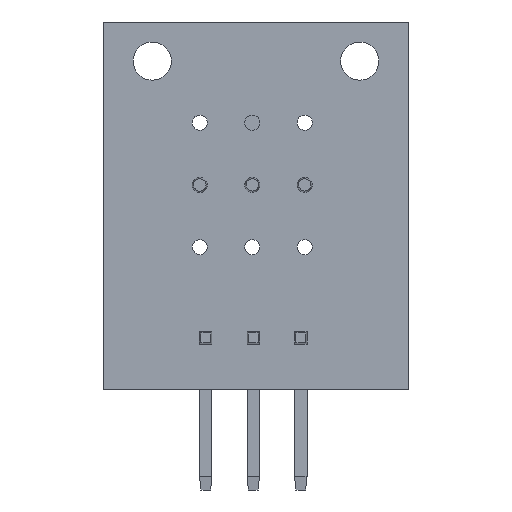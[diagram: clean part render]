
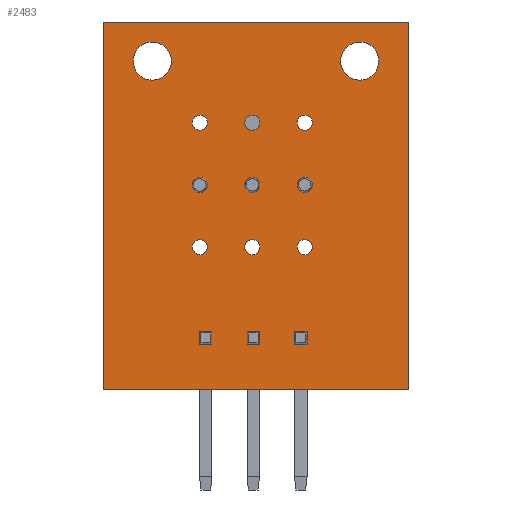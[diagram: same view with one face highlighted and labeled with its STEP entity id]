
A CAD part, front view. The second image highlights one B-rep face of the part: STEP entity #2483.
In plain terms, the highlighted planar face has unit normal (0, -1, 0).
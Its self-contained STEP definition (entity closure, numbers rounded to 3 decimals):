
#49=FACE_BOUND('',#264,.T.);
#50=FACE_BOUND('',#265,.T.);
#51=FACE_BOUND('',#266,.T.);
#52=FACE_BOUND('',#267,.T.);
#53=FACE_BOUND('',#268,.T.);
#54=FACE_BOUND('',#269,.T.);
#55=FACE_BOUND('',#270,.T.);
#56=FACE_BOUND('',#271,.T.);
#57=FACE_BOUND('',#272,.T.);
#58=FACE_BOUND('',#273,.T.);
#59=FACE_BOUND('',#274,.T.);
#60=FACE_BOUND('',#275,.T.);
#61=FACE_BOUND('',#276,.T.);
#62=FACE_BOUND('',#277,.T.);
#77=CIRCLE('',#2649,0.385);
#78=CIRCLE('',#2650,0.385);
#79=CIRCLE('',#2651,0.388);
#80=CIRCLE('',#2652,0.385);
#81=CIRCLE('',#2653,0.385);
#82=CIRCLE('',#2654,0.385);
#83=CIRCLE('',#2655,0.385);
#84=CIRCLE('',#2656,0.385);
#85=CIRCLE('',#2657,0.385);
#86=CIRCLE('',#2658,0.975);
#87=CIRCLE('',#2659,0.975);
#107=FACE_OUTER_BOUND('',#263,.T.);
#263=EDGE_LOOP('',(#1723,#1724,#1725,#1726));
#264=EDGE_LOOP('',(#1727));
#265=EDGE_LOOP('',(#1728));
#266=EDGE_LOOP('',(#1729));
#267=EDGE_LOOP('',(#1730,#1731,#1732,#1733));
#268=EDGE_LOOP('',(#1734,#1735,#1736,#1737));
#269=EDGE_LOOP('',(#1738,#1739,#1740,#1741));
#270=EDGE_LOOP('',(#1742));
#271=EDGE_LOOP('',(#1743));
#272=EDGE_LOOP('',(#1744));
#273=EDGE_LOOP('',(#1745));
#274=EDGE_LOOP('',(#1746));
#275=EDGE_LOOP('',(#1747));
#276=EDGE_LOOP('',(#1748));
#277=EDGE_LOOP('',(#1749));
#473=LINE('',#3615,#796);
#476=LINE('',#3620,#799);
#478=LINE('',#3624,#801);
#480=LINE('',#3627,#803);
#481=LINE('',#3637,#804);
#482=LINE('',#3639,#805);
#483=LINE('',#3641,#806);
#484=LINE('',#3642,#807);
#485=LINE('',#3645,#808);
#486=LINE('',#3647,#809);
#487=LINE('',#3649,#810);
#488=LINE('',#3650,#811);
#489=LINE('',#3653,#812);
#490=LINE('',#3655,#813);
#491=LINE('',#3657,#814);
#492=LINE('',#3658,#815);
#796=VECTOR('',#2891,18.8);
#799=VECTOR('',#2896,15.61);
#801=VECTOR('',#2900,18.8);
#803=VECTOR('',#2904,15.61);
#804=VECTOR('',#2913,0.64);
#805=VECTOR('',#2914,0.64);
#806=VECTOR('',#2915,0.64);
#807=VECTOR('',#2916,0.64);
#808=VECTOR('',#2917,0.64);
#809=VECTOR('',#2918,0.64);
#810=VECTOR('',#2919,0.64);
#811=VECTOR('',#2920,0.64);
#812=VECTOR('',#2921,0.64);
#813=VECTOR('',#2922,0.64);
#814=VECTOR('',#2923,0.64);
#815=VECTOR('',#2924,0.64);
#1127=VERTEX_POINT('',#3613);
#1128=VERTEX_POINT('',#3614);
#1129=VERTEX_POINT('',#3619);
#1130=VERTEX_POINT('',#3623);
#1131=VERTEX_POINT('',#3629);
#1132=VERTEX_POINT('',#3631);
#1133=VERTEX_POINT('',#3633);
#1134=VERTEX_POINT('',#3635);
#1135=VERTEX_POINT('',#3636);
#1136=VERTEX_POINT('',#3638);
#1137=VERTEX_POINT('',#3640);
#1138=VERTEX_POINT('',#3643);
#1139=VERTEX_POINT('',#3644);
#1140=VERTEX_POINT('',#3646);
#1141=VERTEX_POINT('',#3648);
#1142=VERTEX_POINT('',#3651);
#1143=VERTEX_POINT('',#3652);
#1144=VERTEX_POINT('',#3654);
#1145=VERTEX_POINT('',#3656);
#1146=VERTEX_POINT('',#3659);
#1147=VERTEX_POINT('',#3661);
#1148=VERTEX_POINT('',#3663);
#1149=VERTEX_POINT('',#3665);
#1150=VERTEX_POINT('',#3667);
#1151=VERTEX_POINT('',#3669);
#1152=VERTEX_POINT('',#3671);
#1153=VERTEX_POINT('',#3673);
#1354=EDGE_CURVE('',#1127,#1128,#473,.T.);
#1357=EDGE_CURVE('',#1127,#1129,#476,.T.);
#1359=EDGE_CURVE('',#1129,#1130,#478,.T.);
#1361=EDGE_CURVE('',#1128,#1130,#480,.T.);
#1362=EDGE_CURVE('',#1131,#1131,#77,.T.);
#1363=EDGE_CURVE('',#1132,#1132,#78,.T.);
#1364=EDGE_CURVE('',#1133,#1133,#79,.T.);
#1365=EDGE_CURVE('',#1134,#1135,#481,.T.);
#1366=EDGE_CURVE('',#1136,#1134,#482,.T.);
#1367=EDGE_CURVE('',#1137,#1136,#483,.T.);
#1368=EDGE_CURVE('',#1135,#1137,#484,.T.);
#1369=EDGE_CURVE('',#1138,#1139,#485,.T.);
#1370=EDGE_CURVE('',#1140,#1138,#486,.T.);
#1371=EDGE_CURVE('',#1141,#1140,#487,.T.);
#1372=EDGE_CURVE('',#1139,#1141,#488,.T.);
#1373=EDGE_CURVE('',#1142,#1143,#489,.T.);
#1374=EDGE_CURVE('',#1144,#1142,#490,.T.);
#1375=EDGE_CURVE('',#1145,#1144,#491,.T.);
#1376=EDGE_CURVE('',#1143,#1145,#492,.T.);
#1377=EDGE_CURVE('',#1146,#1146,#80,.T.);
#1378=EDGE_CURVE('',#1147,#1147,#81,.T.);
#1379=EDGE_CURVE('',#1148,#1148,#82,.T.);
#1380=EDGE_CURVE('',#1149,#1149,#83,.T.);
#1381=EDGE_CURVE('',#1150,#1150,#84,.T.);
#1382=EDGE_CURVE('',#1151,#1151,#85,.T.);
#1383=EDGE_CURVE('',#1152,#1152,#86,.T.);
#1384=EDGE_CURVE('',#1153,#1153,#87,.T.);
#1723=ORIENTED_EDGE('',*,*,#1354,.T.);
#1724=ORIENTED_EDGE('',*,*,#1361,.T.);
#1725=ORIENTED_EDGE('',*,*,#1359,.F.);
#1726=ORIENTED_EDGE('',*,*,#1357,.F.);
#1727=ORIENTED_EDGE('',*,*,#1362,.F.);
#1728=ORIENTED_EDGE('',*,*,#1363,.F.);
#1729=ORIENTED_EDGE('',*,*,#1364,.F.);
#1730=ORIENTED_EDGE('',*,*,#1365,.F.);
#1731=ORIENTED_EDGE('',*,*,#1366,.F.);
#1732=ORIENTED_EDGE('',*,*,#1367,.F.);
#1733=ORIENTED_EDGE('',*,*,#1368,.F.);
#1734=ORIENTED_EDGE('',*,*,#1369,.F.);
#1735=ORIENTED_EDGE('',*,*,#1370,.F.);
#1736=ORIENTED_EDGE('',*,*,#1371,.F.);
#1737=ORIENTED_EDGE('',*,*,#1372,.F.);
#1738=ORIENTED_EDGE('',*,*,#1373,.F.);
#1739=ORIENTED_EDGE('',*,*,#1374,.F.);
#1740=ORIENTED_EDGE('',*,*,#1375,.F.);
#1741=ORIENTED_EDGE('',*,*,#1376,.F.);
#1742=ORIENTED_EDGE('',*,*,#1377,.T.);
#1743=ORIENTED_EDGE('',*,*,#1378,.T.);
#1744=ORIENTED_EDGE('',*,*,#1379,.T.);
#1745=ORIENTED_EDGE('',*,*,#1380,.T.);
#1746=ORIENTED_EDGE('',*,*,#1381,.T.);
#1747=ORIENTED_EDGE('',*,*,#1382,.T.);
#1748=ORIENTED_EDGE('',*,*,#1383,.T.);
#1749=ORIENTED_EDGE('',*,*,#1384,.T.);
#2357=PLANE('',#2648);
#2483=ADVANCED_FACE('',(#107,#49,#50,#51,#52,#53,#54,#55,#56,#57,#58,#59,
#60,#61,#62),#2357,.T.);
#2648=AXIS2_PLACEMENT_3D('',#3628,#2905,#2906);
#2649=AXIS2_PLACEMENT_3D('',#3630,#2907,#2908);
#2650=AXIS2_PLACEMENT_3D('',#3632,#2909,#2910);
#2651=AXIS2_PLACEMENT_3D('',#3634,#2911,#2912);
#2652=AXIS2_PLACEMENT_3D('',#3660,#2925,#2926);
#2653=AXIS2_PLACEMENT_3D('',#3662,#2927,#2928);
#2654=AXIS2_PLACEMENT_3D('',#3664,#2929,#2930);
#2655=AXIS2_PLACEMENT_3D('',#3666,#2931,#2932);
#2656=AXIS2_PLACEMENT_3D('',#3668,#2933,#2934);
#2657=AXIS2_PLACEMENT_3D('',#3670,#2935,#2936);
#2658=AXIS2_PLACEMENT_3D('',#3672,#2937,#2938);
#2659=AXIS2_PLACEMENT_3D('',#3674,#2939,#2940);
#2891=DIRECTION('',(0.,0.,-1.));
#2896=DIRECTION('',(1.,0.,0.));
#2900=DIRECTION('',(0.,0.,-1.));
#2904=DIRECTION('',(1.,0.,0.));
#2905=DIRECTION('center_axis',(0.,-1.,0.));
#2906=DIRECTION('ref_axis',(0.,0.,-1.));
#2907=DIRECTION('center_axis',(0.,-1.,0.));
#2908=DIRECTION('ref_axis',(0.,0.,-1.));
#2909=DIRECTION('center_axis',(0.,-1.,0.));
#2910=DIRECTION('ref_axis',(0.,0.,-1.));
#2911=DIRECTION('center_axis',(0.,-1.,0.));
#2912=DIRECTION('ref_axis',(0.,0.,-1.));
#2913=DIRECTION('',(0.,0.,1.));
#2914=DIRECTION('',(1.,0.,0.));
#2915=DIRECTION('',(0.,0.,-1.));
#2916=DIRECTION('',(-1.,0.,0.));
#2917=DIRECTION('',(0.,0.,1.));
#2918=DIRECTION('',(1.,0.,0.));
#2919=DIRECTION('',(0.,0.,-1.));
#2920=DIRECTION('',(-1.,0.,0.));
#2921=DIRECTION('',(0.,0.,1.));
#2922=DIRECTION('',(1.,0.,0.));
#2923=DIRECTION('',(0.,0.,-1.));
#2924=DIRECTION('',(-1.,0.,0.));
#2925=DIRECTION('center_axis',(0.,1.,0.));
#2926=DIRECTION('ref_axis',(0.,0.,-1.));
#2927=DIRECTION('center_axis',(0.,1.,0.));
#2928=DIRECTION('ref_axis',(0.,0.,-1.));
#2929=DIRECTION('center_axis',(0.,1.,0.));
#2930=DIRECTION('ref_axis',(0.,0.,-1.));
#2931=DIRECTION('center_axis',(0.,1.,0.));
#2932=DIRECTION('ref_axis',(0.,0.,-1.));
#2933=DIRECTION('center_axis',(0.,1.,0.));
#2934=DIRECTION('ref_axis',(0.,0.,-1.));
#2935=DIRECTION('center_axis',(0.,1.,0.));
#2936=DIRECTION('ref_axis',(0.,0.,-1.));
#2937=DIRECTION('center_axis',(0.,1.,0.));
#2938=DIRECTION('ref_axis',(0.,0.,-1.));
#2939=DIRECTION('center_axis',(0.,1.,0.));
#2940=DIRECTION('ref_axis',(0.,0.,-1.));
#3613=CARTESIAN_POINT('',(0.,0.,0.));
#3614=CARTESIAN_POINT('',(0.,0.,-18.8));
#3615=CARTESIAN_POINT('',(0.,0.,0.));
#3619=CARTESIAN_POINT('',(15.61,0.,0.));
#3620=CARTESIAN_POINT('',(0.,0.,0.));
#3623=CARTESIAN_POINT('',(15.61,0.,-18.8));
#3624=CARTESIAN_POINT('',(15.61,0.,0.));
#3627=CARTESIAN_POINT('',(0.,0.,-18.8));
#3628=CARTESIAN_POINT('Origin',(0.,0.,0.));
#3629=CARTESIAN_POINT('',(10.298,0.,-8.715));
#3630=CARTESIAN_POINT('Origin',(10.298,0.,-8.33));
#3631=CARTESIAN_POINT('',(7.615,0.,-8.715));
#3632=CARTESIAN_POINT('Origin',(7.615,0.,-8.33));
#3633=CARTESIAN_POINT('',(4.932,0.,-8.718));
#3634=CARTESIAN_POINT('Origin',(4.932,0.,-8.33));
#3635=CARTESIAN_POINT('',(10.415,0.,-16.47));
#3636=CARTESIAN_POINT('',(10.415,0.,-15.83));
#3637=CARTESIAN_POINT('',(10.415,0.,-16.47));
#3638=CARTESIAN_POINT('',(9.775,0.,-16.47));
#3639=CARTESIAN_POINT('',(9.775,0.,-16.47));
#3640=CARTESIAN_POINT('',(9.775,0.,-15.83));
#3641=CARTESIAN_POINT('',(9.775,0.,-15.83));
#3642=CARTESIAN_POINT('',(10.415,0.,-15.83));
#3643=CARTESIAN_POINT('',(7.985,0.,-16.47));
#3644=CARTESIAN_POINT('',(7.985,0.,-15.83));
#3645=CARTESIAN_POINT('',(7.985,0.,-16.47));
#3646=CARTESIAN_POINT('',(7.345,0.,-16.47));
#3647=CARTESIAN_POINT('',(7.345,0.,-16.47));
#3648=CARTESIAN_POINT('',(7.345,0.,-15.83));
#3649=CARTESIAN_POINT('',(7.345,0.,-15.83));
#3650=CARTESIAN_POINT('',(7.985,0.,-15.83));
#3651=CARTESIAN_POINT('',(5.555,0.,-16.47));
#3652=CARTESIAN_POINT('',(5.555,0.,-15.83));
#3653=CARTESIAN_POINT('',(5.555,0.,-16.47));
#3654=CARTESIAN_POINT('',(4.915,0.,-16.47));
#3655=CARTESIAN_POINT('',(4.915,0.,-16.47));
#3656=CARTESIAN_POINT('',(4.915,0.,-15.83));
#3657=CARTESIAN_POINT('',(4.915,0.,-15.83));
#3658=CARTESIAN_POINT('',(5.555,0.,-15.83));
#3659=CARTESIAN_POINT('',(7.615,0.,-5.535));
#3660=CARTESIAN_POINT('Origin',(7.615,0.,-5.15));
#3661=CARTESIAN_POINT('',(10.298,0.,-5.535));
#3662=CARTESIAN_POINT('Origin',(10.298,0.,-5.15));
#3663=CARTESIAN_POINT('',(4.932,0.,-11.895));
#3664=CARTESIAN_POINT('Origin',(4.932,0.,-11.51));
#3665=CARTESIAN_POINT('',(7.615,0.,-11.895));
#3666=CARTESIAN_POINT('Origin',(7.615,0.,-11.51));
#3667=CARTESIAN_POINT('',(10.298,0.,-11.895));
#3668=CARTESIAN_POINT('Origin',(10.298,0.,-11.51));
#3669=CARTESIAN_POINT('',(4.932,0.,-5.535));
#3670=CARTESIAN_POINT('Origin',(4.932,0.,-5.15));
#3671=CARTESIAN_POINT('',(2.5,0.,-2.975));
#3672=CARTESIAN_POINT('Origin',(2.5,0.,-2.));
#3673=CARTESIAN_POINT('',(13.11,0.,-2.975));
#3674=CARTESIAN_POINT('Origin',(13.11,0.,-2.));
